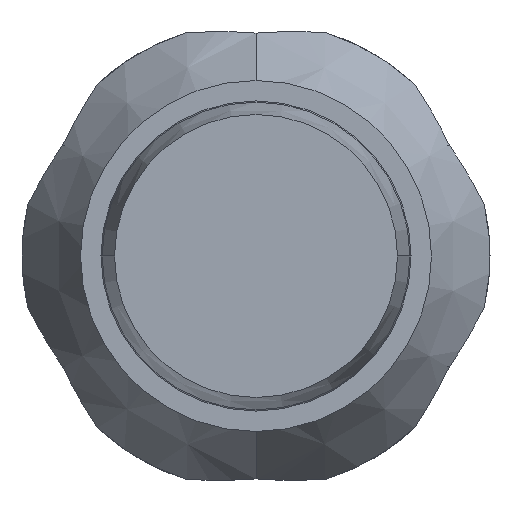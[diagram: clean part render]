
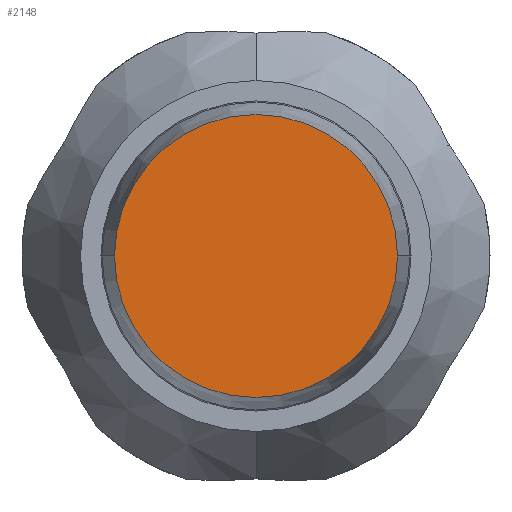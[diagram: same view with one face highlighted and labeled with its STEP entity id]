
A CAD part, front view. The second image highlights one B-rep face of the part: STEP entity #2148.
In plain terms, the highlighted planar face has unit normal (0, -1, 0).
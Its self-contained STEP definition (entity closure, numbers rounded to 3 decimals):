
#179 = DIRECTION ( 'NONE',  ( 1., 0., 0. ) ) ;
#473 = EDGE_LOOP ( 'NONE', ( #985, #3931 ) ) ;
#499 = AXIS2_PLACEMENT_3D ( 'NONE', #1840, #3166, #179 ) ;
#658 = CARTESIAN_POINT ( 'NONE',  ( 1.209, -19., 0. ) ) ;
#702 = CIRCLE ( 'NONE', #499, 1.209 ) ;
#985 = ORIENTED_EDGE ( 'NONE', *, *, #2641, .T. ) ;
#1133 = CIRCLE ( 'NONE', #3420, 1.209 ) ;
#1165 = FACE_OUTER_BOUND ( 'NONE', #473, .T. ) ;
#1535 = CARTESIAN_POINT ( 'NONE',  ( 0., -19., 0. ) ) ;
#1840 = CARTESIAN_POINT ( 'NONE',  ( 0., -19., 0. ) ) ;
#1882 = DIRECTION ( 'NONE',  ( 1., 0., 0. ) ) ;
#2148 = ADVANCED_FACE ( 'Defeature ausgef�hrt1_0', ( #1165 ), #3881, .T. ) ;
#2163 = CARTESIAN_POINT ( 'NONE',  ( 0., -19., 0. ) ) ;
#2190 = DIRECTION ( 'NONE',  ( 0., -1., 0. ) ) ;
#2620 = EDGE_CURVE ( 'Defeature ausgef�hrt1_0+Defeature ausgef�hrt1_10+Defeature ausgef�hrt1_10+Defeature ausgef�hrt1_10', #2751, #2770, #1133, .T. ) ;
#2641 = EDGE_CURVE ( 'Defeature ausgef�hrt1_0+Defeature ausgef�hrt1_10+Defeature ausgef�hrt1_10+Defeature ausgef�hrt1_10', #2770, #2751, #702, .T. ) ;
#2751 = VERTEX_POINT ( 'NONE', #658 ) ;
#2770 = VERTEX_POINT ( 'NONE', #3656 ) ;
#2835 = DIRECTION ( 'NONE',  ( 0., -1., 0. ) ) ;
#2938 = AXIS2_PLACEMENT_3D ( 'NONE', #2163, #2190, #3185 ) ;
#3166 = DIRECTION ( 'NONE',  ( 0., -1., 0. ) ) ;
#3185 = DIRECTION ( 'NONE',  ( 1., 0., 0. ) ) ;
#3420 = AXIS2_PLACEMENT_3D ( 'NONE', #1535, #2835, #1882 ) ;
#3656 = CARTESIAN_POINT ( 'NONE',  ( -1.209, -19., 0. ) ) ;
#3881 = PLANE ( 'NONE',  #2938 ) ;
#3931 = ORIENTED_EDGE ( 'NONE', *, *, #2620, .T. ) ;
